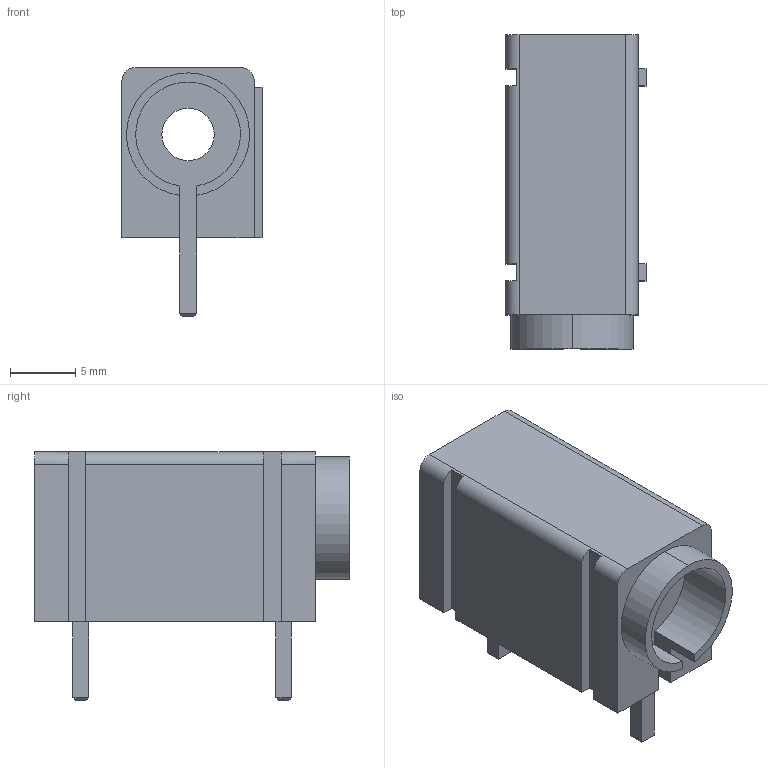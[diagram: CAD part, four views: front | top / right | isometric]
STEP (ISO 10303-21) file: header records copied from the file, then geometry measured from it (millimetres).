
FILE_DESCRIPTION (( 'STEP AP214' ), '1' );
FILE_NAME ('24.243.2.STEP', '2023-11-14T10:03:15', ( '' ), ( '' ), 'SwSTEP 2.0', 'SolidWorks 2023', '' );
FILE_SCHEMA (( 'AUTOMOTIVE_DESIGN' ));
Length unit declared in the file: millimetre
Products named in the file (1): 24.243.2
Bounding box: 10.7 x 24 x 19 mm (x, y, z)
Volume: 2388 mm3; surface area: 1825.9 mm2
Topology: 1 solids, 1 shells, 54 faces, 144 edges, 92 vertices
Faces by surface type: plane 45, cylinder 9
Entity records: 1901 total; most frequent: CARTESIAN_POINT 291, ORIENTED_EDGE 288, DIRECTION 276, EDGE_CURVE 144, LINE 122, VECTOR 122, VERTEX_POINT 92, AXIS2_PLACEMENT_3D 77
